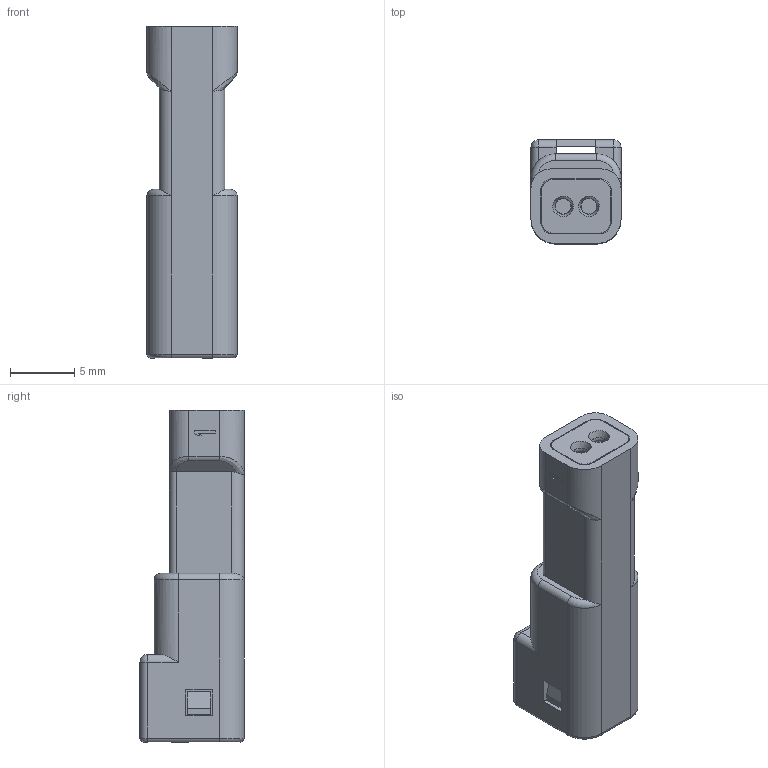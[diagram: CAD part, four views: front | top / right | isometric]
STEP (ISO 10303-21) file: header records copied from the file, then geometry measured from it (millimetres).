
FILE_DESCRIPTION(/* description */ (''),/* implementation_level */ '2;1');
FILE_NAME(/* name */ 'W521-02-5-1.stp',/* time_stamp */ '2025-10-30T10:23:15+01:00',/* author */ ('andreas.larin'),/* organization */ (''),/* preprocessor_version */ 'ST-DEVELOPER v20',/* originating_system */ 'Autodesk Inventor 2025',/* authorisation */ '');
FILE_SCHEMA (('AUTOMOTIVE_DESIGN { 1 0 10303 214 3 1 1 }'));
Length unit declared in the file: millimetre
Products named in the file (5): W521-02-5-1; W521-Body1; W521-Body2; W521-Body3; W521-Body4
Assembly tree (4 placements, depth 2):
  W521-02-5-1
    W521-Body1
    W521-Body2
    W521-Body3
    W521-Body4
Bounding box: 7.06 x 8.1 x 25.8 mm (x, y, z)
Volume: 706.9 mm3; surface area: 1622.1 mm2
Topology: 4 solids, 4 shells, 472 faces, 1131 edges, 672 vertices
Faces by surface type: plane 191, cylinder 153, torus 98, cone 20, bspline 8, sphere 2
Entity records: 14814 total; most frequent: CARTESIAN_POINT 2952, DIRECTION 2495, ORIENTED_EDGE 2262, EDGE_CURVE 1131, AXIS2_PLACEMENT_3D 911, LINE 673, VECTOR 673, VERTEX_POINT 672
